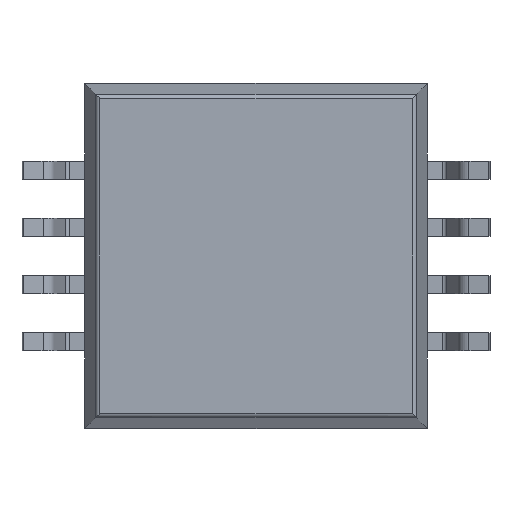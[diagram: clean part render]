
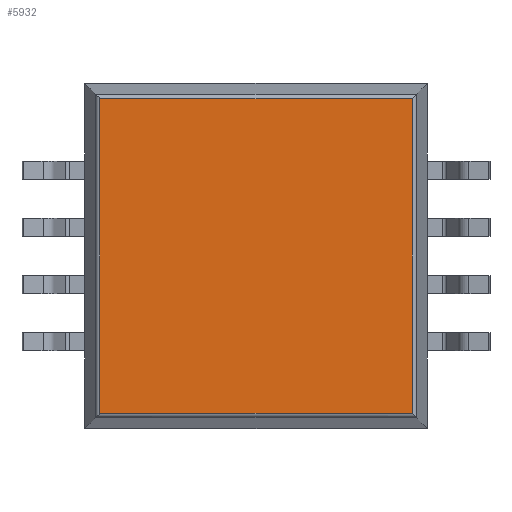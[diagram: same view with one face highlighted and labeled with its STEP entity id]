
A CAD part, front view. The second image highlights one B-rep face of the part: STEP entity #5932.
In plain terms, the highlighted planar face has unit normal (0, -1, 0).
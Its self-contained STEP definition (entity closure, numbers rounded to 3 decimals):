
#4068 = CARTESIAN_POINT ( 'NONE',  ( -3.8, 0.15, -3.484 ) ) ;
#4069 = LINE ( 'NONE', #4068, #4131 ) ;
#4130 = DIRECTION ( 'NONE',  ( 1., 0., 0. ) ) ;
#4131 = VECTOR ( 'NONE', #4130, 1000. ) ;
#4163 = DIRECTION ( 'NONE',  ( 0., 0., 1. ) ) ;
#4164 = VECTOR ( 'NONE', #4163, 1000. ) ;
#4165 = CARTESIAN_POINT ( 'NONE',  ( 3.459, 0.15, -3.825 ) ) ;
#4166 = LINE ( 'NONE', #4165, #4164 ) ;
#4172 = CARTESIAN_POINT ( 'NONE',  ( 3.459, 0.15, -3.484 ) ) ;
#4177 = CARTESIAN_POINT ( 'NONE',  ( 3.459, 0.15, 3.484 ) ) ;
#4202 = CARTESIAN_POINT ( 'NONE',  ( -3.459, 0.15, -3.484 ) ) ;
#4222 = FACE_OUTER_BOUND ( 'NONE', #6144, .T. ) ;
#4237 = DIRECTION ( 'NONE',  ( 0., 0., -1. ) ) ;
#4238 = VECTOR ( 'NONE', #4237, 1000. ) ;
#4239 = CARTESIAN_POINT ( 'NONE',  ( -3.459, 0.15, -3.825 ) ) ;
#4240 = LINE ( 'NONE', #4239, #4238 ) ;
#4259 = DIRECTION ( 'NONE',  ( 0., 0., -1. ) ) ;
#4260 = DIRECTION ( 'NONE',  ( 0., -1., 0. ) ) ;
#4261 = CARTESIAN_POINT ( 'NONE',  ( -3.8, 0.15, -3.825 ) ) ;
#4262 = AXIS2_PLACEMENT_3D ( 'NONE', #4261, #4260, #4259 ) ;
#4265 = PLANE ( 'NONE',  #4262 ) ;
#4917 = CARTESIAN_POINT ( 'NONE',  ( -3.459, 0.15, 3.484 ) ) ;
#5009 = DIRECTION ( 'NONE',  ( -1., 0., 0. ) ) ;
#5010 = VECTOR ( 'NONE', #5009, 1000. ) ;
#5011 = CARTESIAN_POINT ( 'NONE',  ( -3.8, 0.15, 3.484 ) ) ;
#5012 = LINE ( 'NONE', #5011, #5010 ) ;
#5872 = ORIENTED_EDGE ( 'NONE', *, *, #5898, .T. ) ;
#5879 = EDGE_CURVE ( 'NONE', #5915, #5895, #4069, .T. ) ;
#5894 = VERTEX_POINT ( 'NONE', #4177 ) ;
#5895 = VERTEX_POINT ( 'NONE', #4172 ) ;
#5898 = EDGE_CURVE ( 'NONE', #5895, #5894, #4166, .T. ) ;
#5899 = ORIENTED_EDGE ( 'NONE', *, *, #6176, .T. ) ;
#5915 = VERTEX_POINT ( 'NONE', #4202 ) ;
#5920 = EDGE_CURVE ( 'NONE', #6145, #5915, #4240, .T. ) ;
#5926 = ORIENTED_EDGE ( 'NONE', *, *, #5920, .T. ) ;
#5932 = ADVANCED_FACE ( 'NONE', ( #4222 ), #4265, .T. ) ;
#6070 = ORIENTED_EDGE ( 'NONE', *, *, #5879, .T. ) ;
#6144 = EDGE_LOOP ( 'NONE', ( #5926, #6070, #5872, #5899 ) ) ;
#6145 = VERTEX_POINT ( 'NONE', #4917 ) ;
#6176 = EDGE_CURVE ( 'NONE', #5894, #6145, #5012, .T. ) ;
